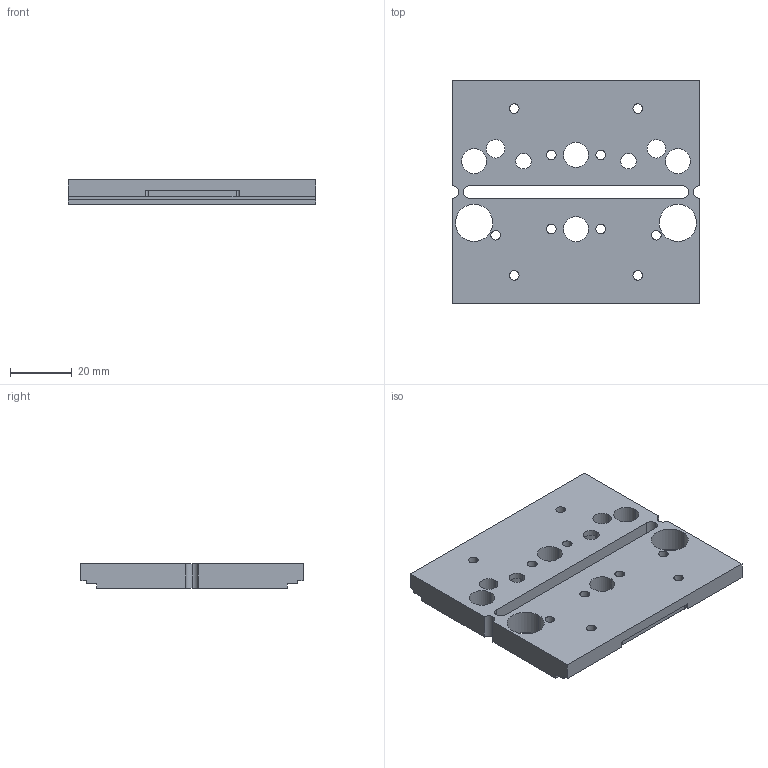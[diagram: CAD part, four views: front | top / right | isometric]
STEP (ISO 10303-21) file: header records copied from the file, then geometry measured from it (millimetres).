
FILE_DESCRIPTION (( 'STEP AP214' ), '1' );
FILE_NAME ('CNC樓馱璃-v1.4.2_樁蕾斐_one-20250729.STEP', '2025-07-29T13:44:33', ( '' ), ( '' ), 'SwSTEP 2.0', 'SolidWorks 2018', '' );
FILE_SCHEMA (( 'AUTOMOTIVE_DESIGN' ));
Length unit declared in the file: millimetre
Products named in the file (1): CNC樓馱璃-v1.4.2_樁蕾斐_one-20250729
Bounding box: 80 x 72 x 8 mm (x, y, z)
Volume: 36354.1 mm3; surface area: 16435 mm2
Topology: 1 solids, 1 shells, 118 faces, 330 edges, 220 vertices
Faces by surface type: plane 68, cylinder 50
Entity records: 3932 total; most frequent: CARTESIAN_POINT 669, DIRECTION 668, ORIENTED_EDGE 660, EDGE_CURVE 330, VECTOR 230, LINE 230, VERTEX_POINT 220, AXIS2_PLACEMENT_3D 219
